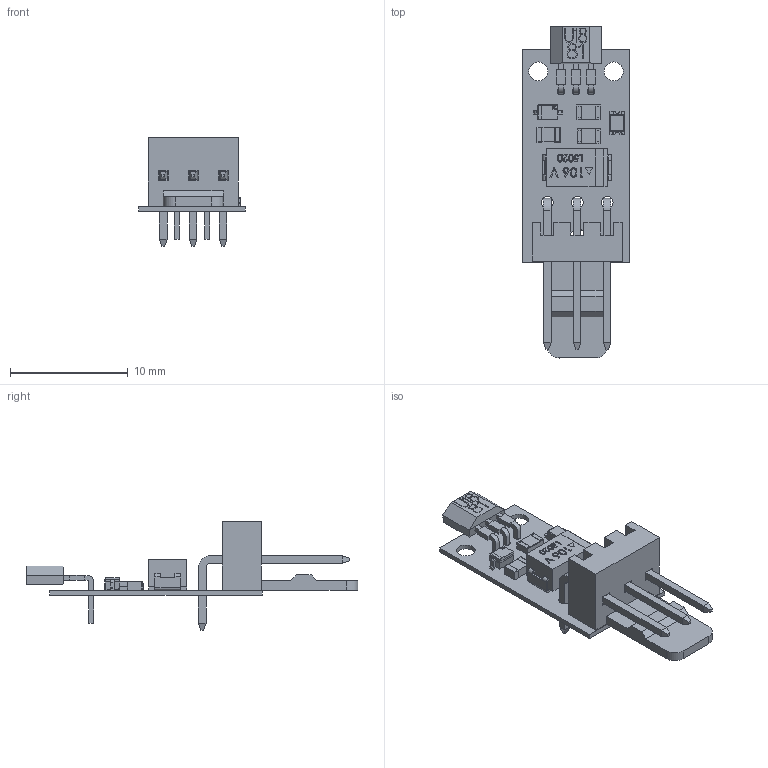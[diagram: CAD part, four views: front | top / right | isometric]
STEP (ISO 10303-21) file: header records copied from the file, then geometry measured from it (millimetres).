
FILE_DESCRIPTION(('Open CASCADE Model'),'2;1');
FILE_NAME('Open CASCADE Shape Model','2024-09-19T13:26:11',('Author'),( 'Open CASCADE'),'Open CASCADE STEP processor 7.5','Open CASCADE 7.5' ,'Unknown');
FILE_SCHEMA(('AUTOMOTIVE_DESIGN { 1 0 10303 214 1 1 1 1 }'));
Length unit declared in the file: millimetre
Products named in the file (21): Open CASCADE STEP translator 7.5 1; Open CASCADE STEP translator 7.5 2; Open CASCADE STEP translator 7.5 3; Open CASCADE STEP translator 7.5 4; Open CASCADE STEP translator 7.5 5; Open CASCADE STEP translator 7.5 6; Open CASCADE STEP translator 7.5 7; Open CASCADE STEP translator 7.5 8; Open CASCADE STEP translator 7.5 9; Open CASCADE STEP translator 7.5 10; Open CASCADE STEP translator 7.5 11; Open CASCADE STEP translator 7.5 12; Open CASCADE STEP translator 7.5 13; Open CASCADE STEP translator 7.5 14; Open CASCADE STEP translator 7.5 15; Open CASCADE STEP translator 7.5 16; Open CASCADE STEP translator 7.5 17; Open CASCADE STEP translator 7.5 18; Open CASCADE STEP translator 7.5 19; Open CASCADE STEP translator 7.5 20; Open CASCADE STEP translator 7.5 21
Bounding box: 9 x 28.13 x 9.2 mm (x, y, z)
Volume: 315 mm3; surface area: 1079.1 mm2
Topology: 34 solids, 34 shells, 891 faces, 2255 edges, 1446 vertices
Faces by surface type: plane 619, bspline 144, cylinder 100, sphere 28
Full cylindrical faces by diameter (mm): 0.61 x3, 1 x3, 1.482 x1, 1.6 x2
Entity records: 35842 total; most frequent: CARTESIAN_POINT 10753, ORIENTED_EDGE 4478, DIRECTION 3641, EDGE_CURVE 2239, LINE 1765, VECTOR 1765, VERTEX_POINT 1446, FACE_BOUND 947
